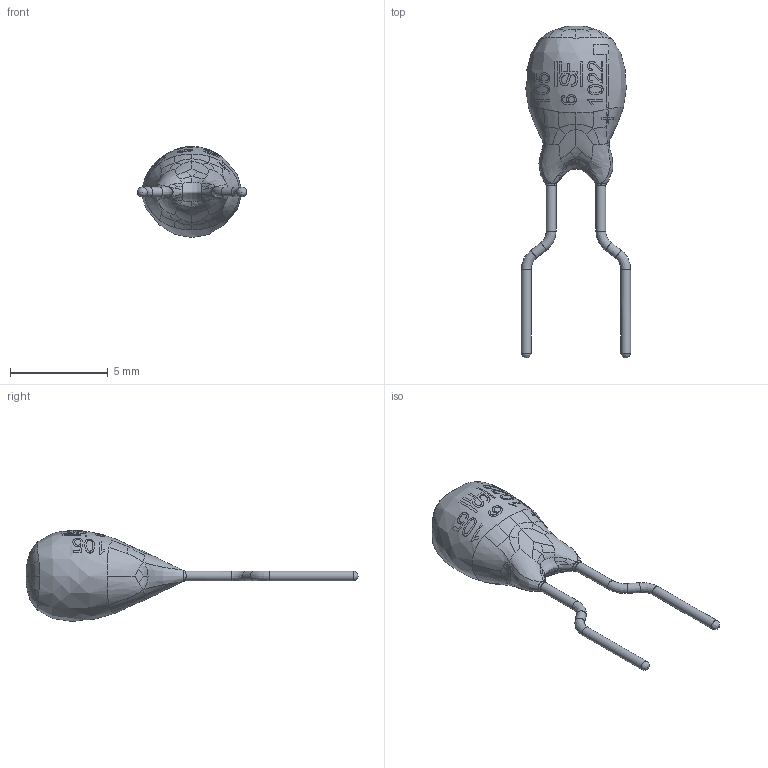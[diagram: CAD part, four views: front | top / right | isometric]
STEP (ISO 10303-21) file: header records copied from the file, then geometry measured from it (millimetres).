
FILE_DESCRIPTION(/* description */ (''),/* implementation_level */ '2;1');
FILE_NAME(/* name */ 'Cap Tan TH Heigth 13,8mm Radial Dipped T354',/* time_stamp */ '2022-10-28T16:04:41+02:00',/* author */ (''),/* organization */ (''),/* preprocessor_version */ 'ST-DEVELOPER v16.5',/* originating_system */ '',/* authorisation */ '');
FILE_SCHEMA (('AUTOMOTIVE_DESIGN'));
Length unit declared in the file: millimetre
Products named in the file (1): Document
Bounding box: 5.58 x 16.96 x 4.65 mm (x, y, z)
Surface area: 138 mm2 (no closed solid volume)
Topology: 0 solids, 20 shells, 128 faces, 459 edges, 343 vertices
Faces by surface type: bspline 122, cylinder 6
Full cylindrical faces by diameter (mm): 0.5 x6
Entity records: 19170 total; most frequent: CARTESIAN_POINT 16476, ORIENTED_EDGE 708, EDGE_CURVE 457, B_SPLINE_CURVE_WITH_KNOTS 401, VERTEX_POINT 343, EDGE_LOOP 144, ADVANCED_FACE 128, FACE_OUTER_BOUND 128
